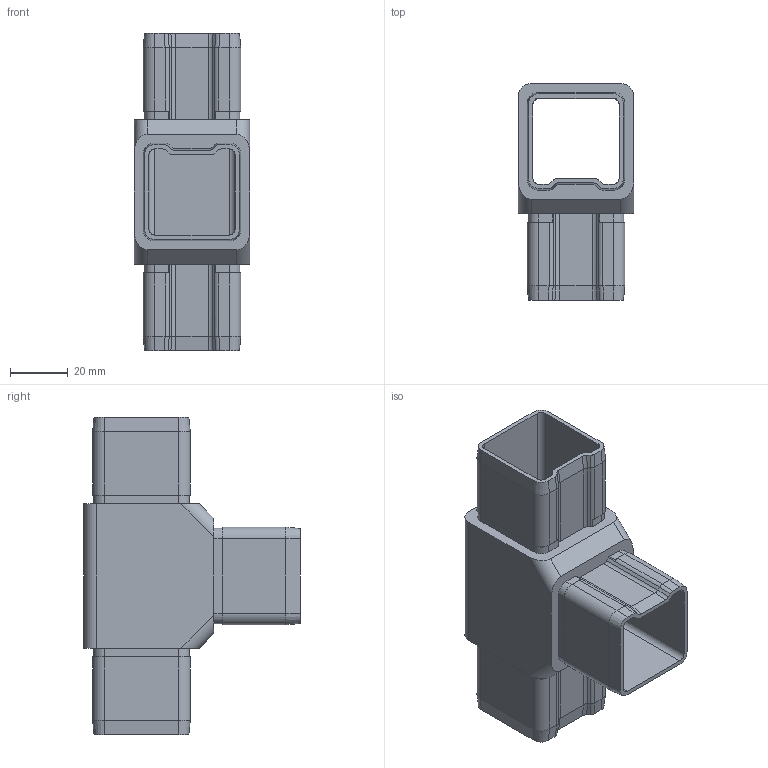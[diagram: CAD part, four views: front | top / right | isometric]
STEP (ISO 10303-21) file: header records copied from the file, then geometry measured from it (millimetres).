
FILE_DESCRIPTION (( 'STEP AP203' ), '1' );
FILE_NAME ('10134040-3.step', '2020-03-09T09:17:38', ( '' ), ( '' ), 'SwSTEP 2.0', 'SolidWorks 2015', '' );
FILE_SCHEMA (( 'CONFIG_CONTROL_DESIGN' ));
Length unit declared in the file: millimetre
Products named in the file (2): 10134040-3
Bounding box: 40 x 75 x 110 mm (x, y, z)
Volume: 54863.7 mm3; surface area: 37171.7 mm2
Topology: 1 solids, 1 shells, 487 faces, 1258 edges, 799 vertices
Faces by surface type: plane 259, bspline 109, cylinder 95, cone 12, torus 8, sphere 4
Entity records: 20616 total; most frequent: CARTESIAN_POINT 9464, ORIENTED_EDGE 2512, DIRECTION 1891, EDGE_CURVE 1256, LINE 807, VECTOR 807, VERTEX_POINT 799, AXIS2_PLACEMENT_3D 542
